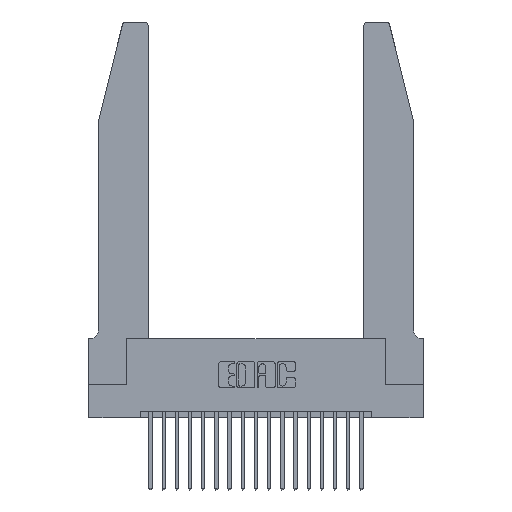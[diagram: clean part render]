
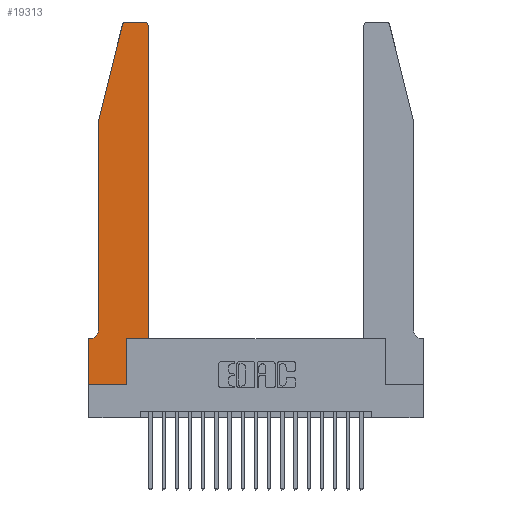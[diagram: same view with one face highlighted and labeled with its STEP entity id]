
A CAD part, top view. The second image highlights one B-rep face of the part: STEP entity #19313.
In plain terms, the highlighted planar face has unit normal (0, 0, 1).
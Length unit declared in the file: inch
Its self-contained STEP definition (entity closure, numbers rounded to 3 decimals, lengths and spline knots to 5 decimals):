
#91 = EDGE_CURVE ( 'NONE', #16174, #19268, #5258, .T. ) ;
#157 = ORIENTED_EDGE ( 'NONE', *, *, #7239, .T. ) ;
#445 = VECTOR ( 'NONE', #12668, 39.37008 ) ;
#471 = CARTESIAN_POINT ( 'NONE',  ( 0.0755, 0.42, 0.37 ) ) ;
#1043 = PLANE ( 'NONE',  #16351 ) ;
#1076 = VERTEX_POINT ( 'NONE', #17145 ) ;
#1154 = CARTESIAN_POINT ( 'NONE',  ( 0.2865, 0.35, 0.37 ) ) ;
#1439 = FACE_OUTER_BOUND ( 'NONE', #4808, .T. ) ;
#1507 = LINE ( 'NONE', #11046, #445 ) ;
#1576 = ORIENTED_EDGE ( 'NONE', *, *, #13937, .T. ) ;
#1946 = EDGE_CURVE ( 'NONE', #9293, #1076, #7082, .T. ) ;
#2179 = CIRCLE ( 'NONE', #20220, 0.03 ) ;
#2251 = CARTESIAN_POINT ( 'NONE',  ( 0.284, 2.75, 0.37 ) ) ;
#2341 = DIRECTION ( 'NONE',  ( -0.239, -0.971, 0. ) ) ;
#2442 = ORIENTED_EDGE ( 'NONE', *, *, #7941, .T. ) ;
#4244 = CARTESIAN_POINT ( 'NONE',  ( 0.4505, 0.35, 0.37 ) ) ;
#4293 = CARTESIAN_POINT ( 'NONE',  ( 0.0755, 2., 0.37 ) ) ;
#4571 = ORIENTED_EDGE ( 'NONE', *, *, #91, .T. ) ;
#4612 = EDGE_CURVE ( 'NONE', #11234, #17240, #6611, .T. ) ;
#4694 = CARTESIAN_POINT ( 'NONE',  ( 0.0755, 2., 0.37 ) ) ;
#4808 = EDGE_LOOP ( 'NONE', ( #15464, #10065, #1576, #157, #5795, #4571, #9195, #8416, #17334, #12096, #2442, #11482 ) ) ;
#5258 = LINE ( 'NONE', #12080, #13564 ) ;
#5674 = CARTESIAN_POINT ( 'NONE',  ( 0.0755, 2., 0.37 ) ) ;
#5795 = ORIENTED_EDGE ( 'NONE', *, *, #11369, .T. ) ;
#6052 = CARTESIAN_POINT ( 'NONE',  ( 0., 0.35, 0.37 ) ) ;
#6227 = CARTESIAN_POINT ( 'NONE',  ( 0.284, 2.72, 0.37 ) ) ;
#6500 = DIRECTION ( 'NONE',  ( 0., 1., 0. ) ) ;
#6611 = LINE ( 'NONE', #4244, #19276 ) ;
#7082 = LINE ( 'NONE', #8881, #18716 ) ;
#7239 = EDGE_CURVE ( 'NONE', #10906, #13355, #12493, .T. ) ;
#7244 = CARTESIAN_POINT ( 'NONE',  ( 0.4205, 2.72, 0.37 ) ) ;
#7441 = VECTOR ( 'NONE', #20527, 39.37008 ) ;
#7575 = LINE ( 'NONE', #12370, #15824 ) ;
#7820 = DIRECTION ( 'NONE',  ( 0., 0., 1. ) ) ;
#7821 = LINE ( 'NONE', #14796, #20918 ) ;
#7907 = DIRECTION ( 'NONE',  ( 1., 0., 0. ) ) ;
#7941 = EDGE_CURVE ( 'NONE', #17240, #18760, #7821, .T. ) ;
#7945 = VERTEX_POINT ( 'NONE', #21387 ) ;
#8114 = VECTOR ( 'NONE', #14233, 39.37008 ) ;
#8223 = DIRECTION ( 'NONE',  ( 0., 0., -1. ) ) ;
#8416 = ORIENTED_EDGE ( 'NONE', *, *, #1946, .T. ) ;
#8881 = CARTESIAN_POINT ( 'NONE',  ( 0., 0., 0.37 ) ) ;
#8943 = DIRECTION ( 'NONE',  ( 1., 0., 0. ) ) ;
#9195 = ORIENTED_EDGE ( 'NONE', *, *, #13429, .T. ) ;
#9293 = VERTEX_POINT ( 'NONE', #11694 ) ;
#9719 = EDGE_CURVE ( 'NONE', #19741, #7945, #11633, .T. ) ;
#10030 = VERTEX_POINT ( 'NONE', #13642 ) ;
#10065 = ORIENTED_EDGE ( 'NONE', *, *, #9719, .T. ) ;
#10435 = VECTOR ( 'NONE', #2341, 39.37008 ) ;
#10906 = VERTEX_POINT ( 'NONE', #4694 ) ;
#10950 = LINE ( 'NONE', #5674, #10435 ) ;
#11046 = CARTESIAN_POINT ( 'NONE',  ( 0.2605, 2.75, 0.37 ) ) ;
#11234 = VERTEX_POINT ( 'NONE', #1154 ) ;
#11300 = CIRCLE ( 'NONE', #14850, 0.07 ) ;
#11369 = EDGE_CURVE ( 'NONE', #13355, #16174, #11300, .T. ) ;
#11482 = ORIENTED_EDGE ( 'NONE', *, *, #20706, .T. ) ;
#11633 = CIRCLE ( 'NONE', #15791, 0.03 ) ;
#11694 = CARTESIAN_POINT ( 'NONE',  ( 0., 0., 0.37 ) ) ;
#12080 = CARTESIAN_POINT ( 'NONE',  ( 0.0755, 0.35, 0.37 ) ) ;
#12096 = ORIENTED_EDGE ( 'NONE', *, *, #4612, .T. ) ;
#12370 = CARTESIAN_POINT ( 'NONE',  ( 0., 0., 0.37 ) ) ;
#12375 = DIRECTION ( 'NONE',  ( -1., 0., 0. ) ) ;
#12493 = LINE ( 'NONE', #4293, #8114 ) ;
#12546 = DIRECTION ( 'NONE',  ( 1., 0., 0. ) ) ;
#12668 = DIRECTION ( 'NONE',  ( -1., 0., 0. ) ) ;
#13355 = VERTEX_POINT ( 'NONE', #471 ) ;
#13429 = EDGE_CURVE ( 'NONE', #19268, #9293, #7575, .T. ) ;
#13551 = EDGE_CURVE ( 'NONE', #10030, #19741, #1507, .T. ) ;
#13564 = VECTOR ( 'NONE', #12375, 39.37008 ) ;
#13642 = CARTESIAN_POINT ( 'NONE',  ( 0.4205, 2.75, 0.37 ) ) ;
#13937 = EDGE_CURVE ( 'NONE', #7945, #10906, #10950, .T. ) ;
#14012 = DIRECTION ( 'NONE',  ( 0., -1., 0. ) ) ;
#14129 = CARTESIAN_POINT ( 'NONE',  ( 0.4505, 0.35, 0.37 ) ) ;
#14233 = DIRECTION ( 'NONE',  ( 0., -1., 0. ) ) ;
#14352 = CARTESIAN_POINT ( 'NONE',  ( 0., 0.35, 0.37 ) ) ;
#14796 = CARTESIAN_POINT ( 'NONE',  ( 0.4505, 0.35, 0.37 ) ) ;
#14850 = AXIS2_PLACEMENT_3D ( 'NONE', #18109, #8223, #19727 ) ;
#15464 = ORIENTED_EDGE ( 'NONE', *, *, #13551, .T. ) ;
#15707 = CARTESIAN_POINT ( 'NONE',  ( 0.0055, 0.35, 0.37 ) ) ;
#15791 = AXIS2_PLACEMENT_3D ( 'NONE', #6227, #17796, #7907 ) ;
#15824 = VECTOR ( 'NONE', #14012, 39.37008 ) ;
#16174 = VERTEX_POINT ( 'NONE', #15707 ) ;
#16351 = AXIS2_PLACEMENT_3D ( 'NONE', #14352, #7820, #19361 ) ;
#17145 = CARTESIAN_POINT ( 'NONE',  ( 0.2865, 0., 0.37 ) ) ;
#17240 = VERTEX_POINT ( 'NONE', #14129 ) ;
#17334 = ORIENTED_EDGE ( 'NONE', *, *, #21372, .T. ) ;
#17796 = DIRECTION ( 'NONE',  ( 0., 0., 1. ) ) ;
#18109 = CARTESIAN_POINT ( 'NONE',  ( 0.0055, 0.42, 0.37 ) ) ;
#18716 = VECTOR ( 'NONE', #19421, 39.37008 ) ;
#18760 = VERTEX_POINT ( 'NONE', #19707 ) ;
#18812 = DIRECTION ( 'NONE',  ( 0., 0., 1. ) ) ;
#18852 = CARTESIAN_POINT ( 'NONE',  ( 0.2865, 0.35, 0.37 ) ) ;
#19268 = VERTEX_POINT ( 'NONE', #6052 ) ;
#19276 = VECTOR ( 'NONE', #12546, 39.37008 ) ;
#19313 = ADVANCED_FACE ( 'NONE', ( #1439 ), #1043, .T. ) ;
#19361 = DIRECTION ( 'NONE',  ( 1., 0., 0. ) ) ;
#19421 = DIRECTION ( 'NONE',  ( 1., 0., 0. ) ) ;
#19707 = CARTESIAN_POINT ( 'NONE',  ( 0.4505, 2.72, 0.37 ) ) ;
#19727 = DIRECTION ( 'NONE',  ( -1., 0., 0. ) ) ;
#19741 = VERTEX_POINT ( 'NONE', #2251 ) ;
#20220 = AXIS2_PLACEMENT_3D ( 'NONE', #7244, #18812, #8943 ) ;
#20527 = DIRECTION ( 'NONE',  ( 0., 1., 0. ) ) ;
#20567 = LINE ( 'NONE', #18852, #7441 ) ;
#20706 = EDGE_CURVE ( 'NONE', #18760, #10030, #2179, .T. ) ;
#20918 = VECTOR ( 'NONE', #6500, 39.37008 ) ;
#21372 = EDGE_CURVE ( 'NONE', #1076, #11234, #20567, .T. ) ;
#21387 = CARTESIAN_POINT ( 'NONE',  ( 0.25487, 2.72718, 0.37 ) ) ;
